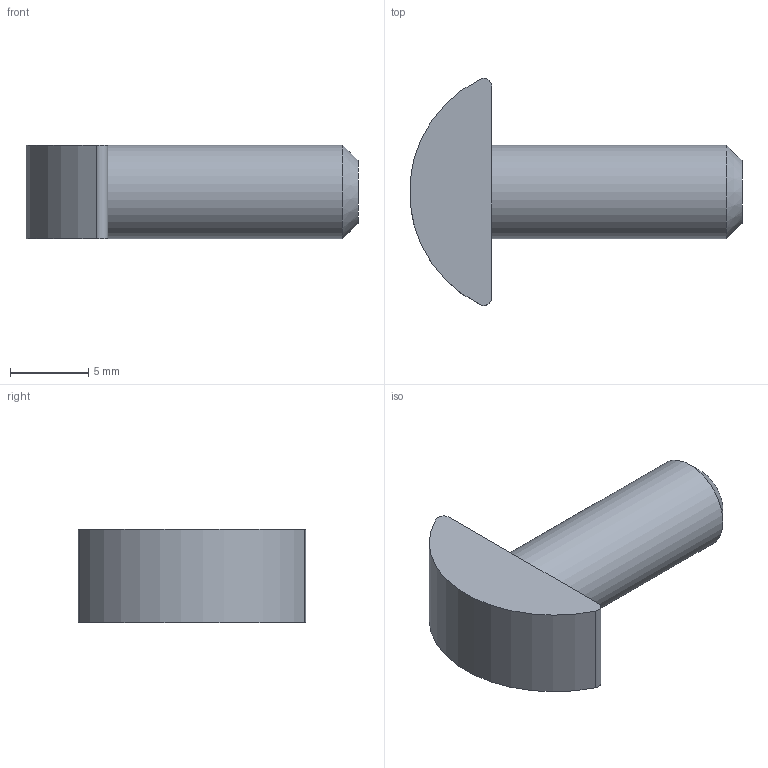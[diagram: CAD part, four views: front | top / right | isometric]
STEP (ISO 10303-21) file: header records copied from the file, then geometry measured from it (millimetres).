
FILE_DESCRIPTION(/* description */ (''),/* implementation_level */ '2;1');
FILE_NAME(/* name */ 'TornilloM6.stp',/* time_stamp */ '2021-02-08T17:32:18-06:00',/* author */ ('juanm'),/* organization */ (''),/* preprocessor_version */ 'ST-DEVELOPER v18.1',/* originating_system */ 'Autodesk Inventor 2021',/* authorisation */ '');
FILE_SCHEMA (('AUTOMOTIVE_DESIGN { 1 0 10303 214 3 1 1 }'));
Length unit declared in the file: millimetre
Products named in the file (1): TornilloM6
Bounding box: 21.22 x 14.52 x 6 mm (x, y, z)
Volume: 786.7 mm3; surface area: 604.5 mm2
Topology: 1 solids, 1 shells, 10 faces, 21 edges, 13 vertices
Faces by surface type: plane 5, cylinder 4, cone 1
Full cylindrical faces by diameter (mm): 6 x1
Entity records: 322 total; most frequent: DIRECTION 54, CARTESIAN_POINT 45, ORIENTED_EDGE 42, AXIS2_PLACEMENT_3D 22, EDGE_CURVE 21, VERTEX_POINT 13, CIRCLE 11, FACE_OUTER_BOUND 10
